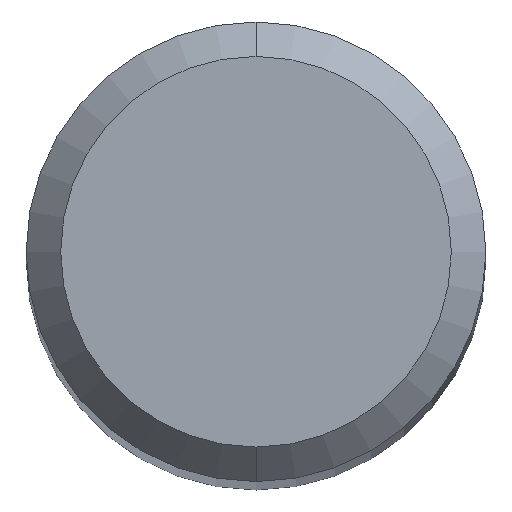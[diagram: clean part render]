
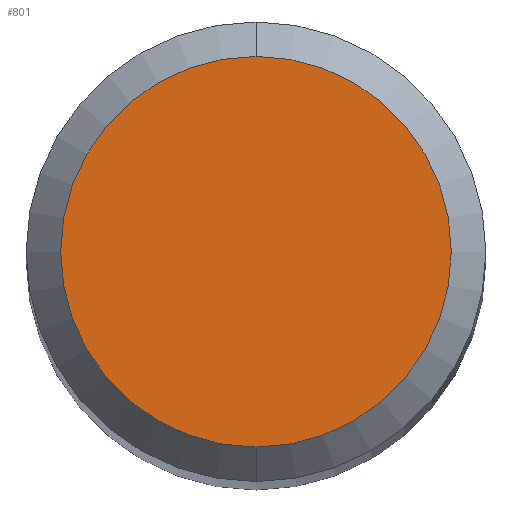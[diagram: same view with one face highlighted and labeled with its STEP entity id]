
A CAD part, top view. The second image highlights one B-rep face of the part: STEP entity #801.
In plain terms, the highlighted planar face has unit normal (0, 0, 1).
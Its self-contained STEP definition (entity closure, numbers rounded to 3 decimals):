
#685=VERTEX_POINT('',#1622);
#801=ADVANCED_FACE('',(#1748),#1749,.T.);
#1005=EDGE_CURVE('',#1351,#685,#1971,.T.);
#1157=EDGE_CURVE('',#685,#1351,#2141,.T.);
#1351=VERTEX_POINT('',#2352);
#1622=CARTESIAN_POINT('',(0.0,1.7,0.0));
#1748=FACE_OUTER_BOUND('',#3598,.T.);
#1749=PLANE('',#3599);
#1971=CIRCLE('',#4699,1.7);
#2141=CIRCLE('',#5322,1.7);
#2352=CARTESIAN_POINT('',(0.,-1.7,0.0));
#3598=EDGE_LOOP('',(#7200,#7201));
#3599=AXIS2_PLACEMENT_3D('',#7202,#7203,#7204);
#4699=AXIS2_PLACEMENT_3D('',#7434,#7435,#7436);
#5322=AXIS2_PLACEMENT_3D('',#7661,#7662,#7663);
#7200=ORIENTED_EDGE('',*,*,#1157,.F.);
#7201=ORIENTED_EDGE('',*,*,#1005,.F.);
#7202=CARTESIAN_POINT('',(0.0,0.85,0.0));
#7203=DIRECTION('',(-0.0,0.0,1.0));
#7204=DIRECTION('',(0.0,-1.0,0.0));
#7434=CARTESIAN_POINT('',(0.0,0.0,0.0));
#7435=DIRECTION('',(0.0,0.0,-1.0));
#7436=DIRECTION('',(0.0,1.0,0.0));
#7661=CARTESIAN_POINT('',(0.0,0.0,0.0));
#7662=DIRECTION('',(0.0,0.0,-1.0));
#7663=DIRECTION('',(0.0,1.0,0.0));
